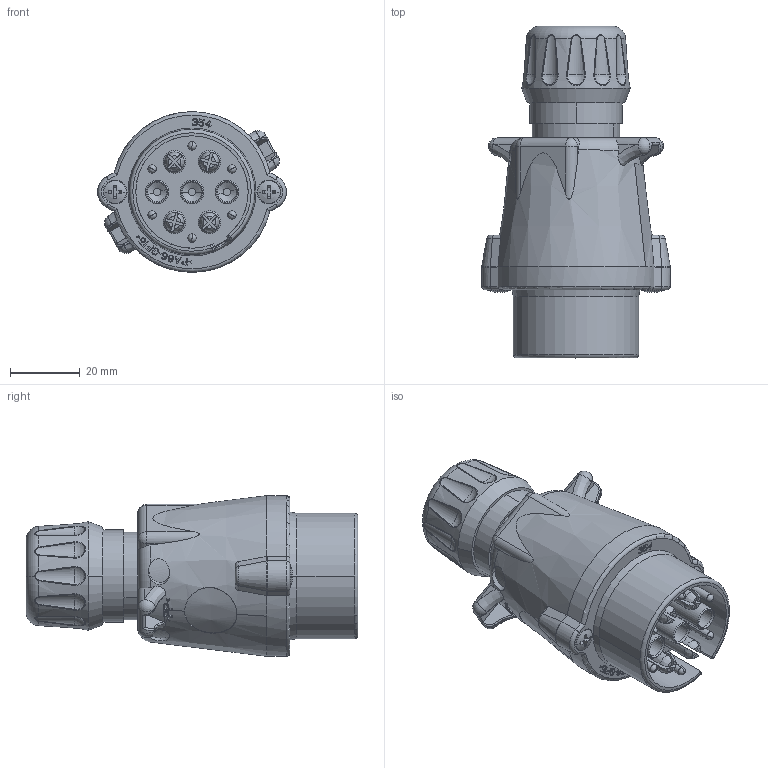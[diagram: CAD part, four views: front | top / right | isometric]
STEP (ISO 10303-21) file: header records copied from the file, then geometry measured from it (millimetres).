
FILE_DESCRIPTION((''),'2;1');
FILE_NAME('221088_SW0001','2021-04-29T15:55:25',('teru'),(''),'CREO PARAMETRIC BY PTC INC, 2017380','CREO PARAMETRIC BY PTC INC, 2017380','');
FILE_SCHEMA(('CONFIG_CONTROL_DESIGN'));
Length unit declared in the file: millimetre
Products named in the file (1): 221088_SW0001
Bounding box: 54 x 95 x 46 mm (x, y, z)
Volume: 88870 mm3; surface area: 22465.6 mm2
Topology: 1 solids, 1 shells, 932 faces, 2482 edges, 1592 vertices
Faces by surface type: plane 589, cylinder 130, bspline 99, cone 58, sphere 34, torus 22
Entity records: 41387 total; most frequent: CARTESIAN_POINT 19165, ORIENTED_EDGE 4940, DIRECTION 4125, EDGE_CURVE 2470, VERTEX_POINT 1592, VECTOR 1551, LINE 1551, AXIS2_PLACEMENT_3D 1287
